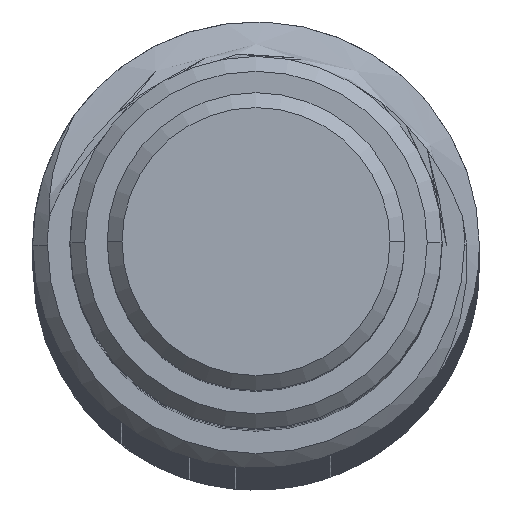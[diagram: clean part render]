
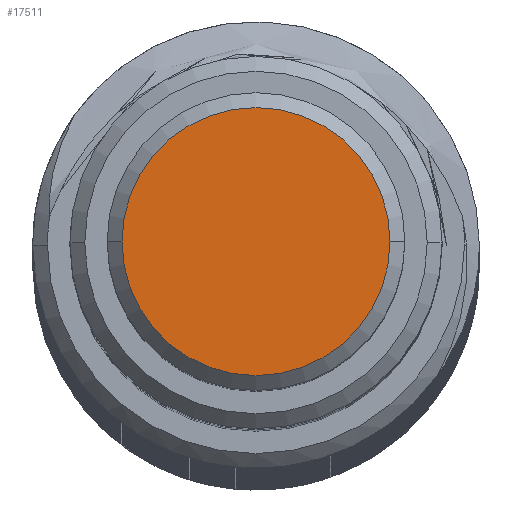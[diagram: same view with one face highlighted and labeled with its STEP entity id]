
A CAD part, top view. The second image highlights one B-rep face of the part: STEP entity #17511.
In plain terms, the highlighted planar face has unit normal (0, 0, 1).
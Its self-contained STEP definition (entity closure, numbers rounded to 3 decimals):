
#64 = DIRECTION ( 'NONE',  ( 0., 0., 1. ) ) ;
#1140 = DIRECTION ( 'NONE',  ( -1., 0., 0. ) ) ;
#2347 = CARTESIAN_POINT ( 'NONE',  ( 0., 0., 0. ) ) ;
#3613 = ORIENTED_EDGE ( 'NONE', *, *, #5058, .T. ) ;
#4588 = DIRECTION ( 'NONE',  ( -1., 0., 0. ) ) ;
#5039 = EDGE_CURVE ( 'NONE', #6973, #15226, #12492, .T. ) ;
#5058 = EDGE_CURVE ( 'NONE', #15226, #6973, #11247, .T. ) ;
#5663 = CARTESIAN_POINT ( 'NONE',  ( 0., 0., 0. ) ) ;
#6574 = DIRECTION ( 'NONE',  ( -1., 0., 0. ) ) ;
#6854 = DIRECTION ( 'NONE',  ( 0., 0., -1. ) ) ;
#6973 = VERTEX_POINT ( 'NONE', #15677 ) ;
#8416 = AXIS2_PLACEMENT_3D ( 'NONE', #5663, #64, #4588 ) ;
#8597 = CARTESIAN_POINT ( 'NONE',  ( 0., 0., 0. ) ) ;
#9025 = ORIENTED_EDGE ( 'NONE', *, *, #5039, .T. ) ;
#10432 = CARTESIAN_POINT ( 'NONE',  ( 3.6, 0., 0. ) ) ;
#11247 = CIRCLE ( 'NONE', #14998, 3.6 ) ;
#12492 = CIRCLE ( 'NONE', #8416, 3.6 ) ;
#12504 = EDGE_LOOP ( 'NONE', ( #9025, #3613 ) ) ;
#12581 = AXIS2_PLACEMENT_3D ( 'NONE', #2347, #6854, #6574 ) ;
#14039 = PLANE ( 'NONE',  #12581 ) ;
#14591 = DIRECTION ( 'NONE',  ( 0., 0., 1. ) ) ;
#14998 = AXIS2_PLACEMENT_3D ( 'NONE', #8597, #14591, #1140 ) ;
#15226 = VERTEX_POINT ( 'NONE', #10432 ) ;
#15677 = CARTESIAN_POINT ( 'NONE',  ( -3.6, 0., 0. ) ) ;
#17280 = FACE_OUTER_BOUND ( 'NONE', #12504, .T. ) ;
#17511 = ADVANCED_FACE ( 'NONE', ( #17280 ), #14039, .F. ) ;
